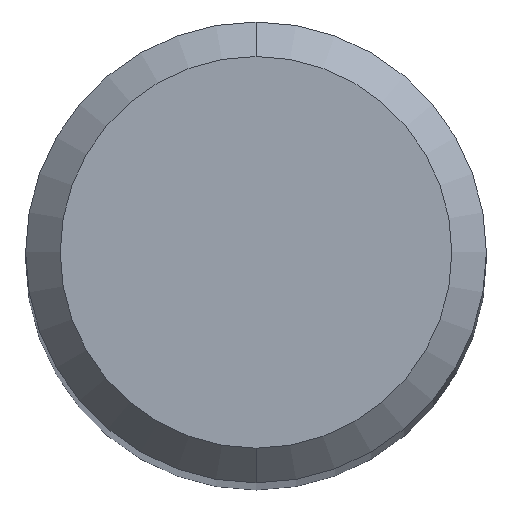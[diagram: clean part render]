
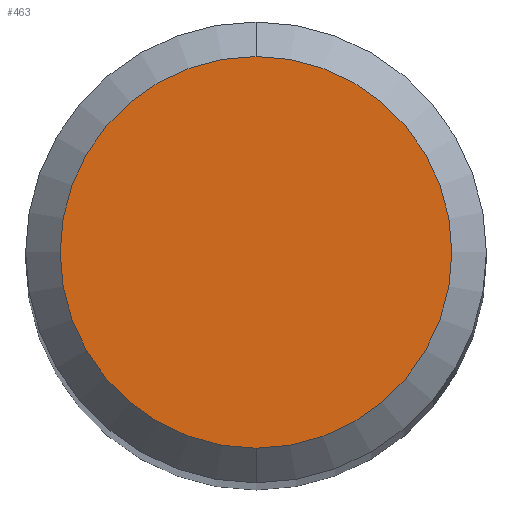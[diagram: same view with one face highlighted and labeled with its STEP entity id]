
A CAD part, top view. The second image highlights one B-rep face of the part: STEP entity #463.
In plain terms, the highlighted planar face has unit normal (0, 0, 1).
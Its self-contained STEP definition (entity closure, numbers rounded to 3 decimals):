
#247=VERTEX_POINT('',#564);
#343=EDGE_CURVE('',#247,#425,#668,.T.);
#391=EDGE_CURVE('',#425,#247,#718,.T.);
#425=VERTEX_POINT('',#757);
#463=ADVANCED_FACE('',(#799),#800,.T.);
#564=CARTESIAN_POINT('',(0.0,1.7,0.0));
#668=CIRCLE('',#1227,1.7);
#718=CIRCLE('',#1309,1.7);
#757=CARTESIAN_POINT('',(0.,-1.7,0.0));
#799=FACE_OUTER_BOUND('',#1442,.T.);
#800=PLANE('',#1443);
#1227=AXIS2_PLACEMENT_3D('',#1641,#1642,#1643);
#1309=AXIS2_PLACEMENT_3D('',#1693,#1694,#1695);
#1442=EDGE_LOOP('',(#1800,#1801));
#1443=AXIS2_PLACEMENT_3D('',#1802,#1803,#1804);
#1641=CARTESIAN_POINT('',(0.0,0.0,0.0));
#1642=DIRECTION('',(0.0,0.0,-1.0));
#1643=DIRECTION('',(0.0,1.0,0.0));
#1693=CARTESIAN_POINT('',(0.0,0.0,0.0));
#1694=DIRECTION('',(0.0,0.0,-1.0));
#1695=DIRECTION('',(0.0,1.0,0.0));
#1800=ORIENTED_EDGE('',*,*,#343,.F.);
#1801=ORIENTED_EDGE('',*,*,#391,.F.);
#1802=CARTESIAN_POINT('',(0.0,0.85,0.0));
#1803=DIRECTION('',(-0.0,0.0,1.0));
#1804=DIRECTION('',(0.0,-1.0,0.0));
